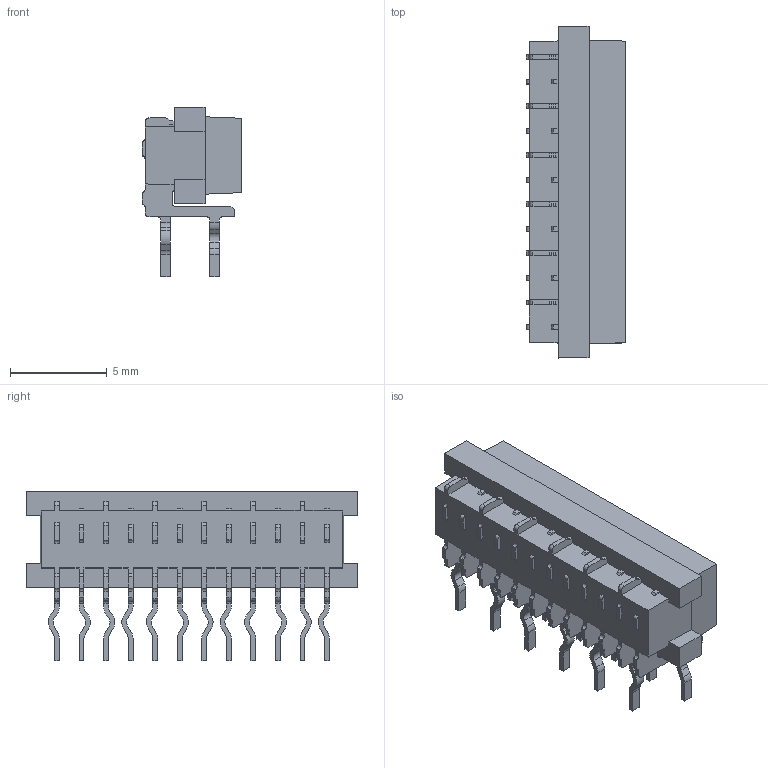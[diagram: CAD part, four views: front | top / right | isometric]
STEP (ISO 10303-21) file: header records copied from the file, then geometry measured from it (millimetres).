
FILE_DESCRIPTION(('FreeCAD Model'),'2;1');
FILE_NAME('C-1-100400-2.step', '2018-02-05T20:48:10',('kicad StepUp'),('ksu MCAD'), 'Open CASCADE STEP processor 6.8','FreeCAD','Unknown');
FILE_SCHEMA(('AUTOMOTIVE_DESIGN_CC2 { 1 2 10303 214 -1 1 5 4 }'));
Length unit declared in the file: millimetre
Products named in the file (1): C-1-100400-2
Bounding box: 5.15 x 17.17 x 8.78 mm (x, y, z)
Volume: 322.4 mm3; surface area: 628.1 mm2
Topology: 1 solids, 1 shells, 1080 faces, 3050 edges, 2032 vertices
Faces by surface type: plane 810, cylinder 270
Entity records: 34743 total; most frequent: CARTESIAN_POINT 6163, ORIENTED_EDGE 6100, DIRECTION 5752, EDGE_CURVE 3050, LINE 2510, VECTOR 2510, VERTEX_POINT 2032, AXIS2_PLACEMENT_3D 1621
